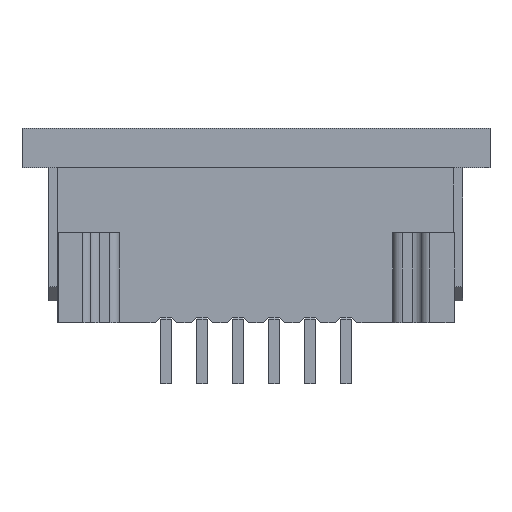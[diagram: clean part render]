
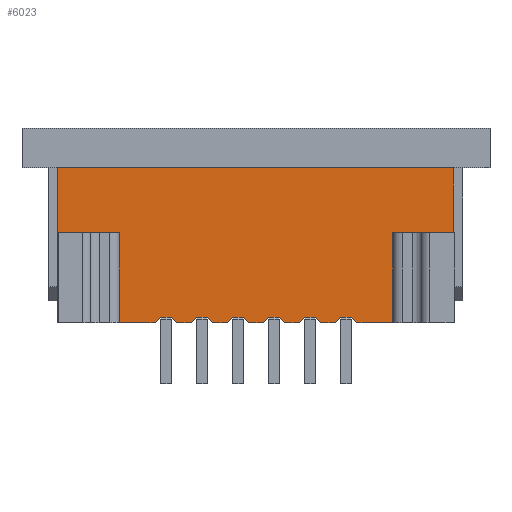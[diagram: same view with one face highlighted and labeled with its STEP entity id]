
A CAD part, front view. The second image highlights one B-rep face of the part: STEP entity #6023.
In plain terms, the highlighted planar face has unit normal (0, -1, 0).
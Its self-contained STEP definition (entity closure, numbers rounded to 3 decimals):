
#148=ORIENTED_EDGE('',*,*,#1934,.T.);
#149=ORIENTED_EDGE('',*,*,#1935,.T.);
#150=ORIENTED_EDGE('',*,*,#1936,.T.);
#151=ORIENTED_EDGE('',*,*,#1896,.F.);
#152=ORIENTED_EDGE('',*,*,#1937,.F.);
#153=ORIENTED_EDGE('',*,*,#1938,.T.);
#154=ORIENTED_EDGE('',*,*,#1939,.F.);
#155=ORIENTED_EDGE('',*,*,#1940,.T.);
#156=ORIENTED_EDGE('',*,*,#1941,.F.);
#157=ORIENTED_EDGE('',*,*,#1942,.T.);
#158=ORIENTED_EDGE('',*,*,#1943,.T.);
#159=ORIENTED_EDGE('',*,*,#1944,.F.);
#160=ORIENTED_EDGE('',*,*,#1945,.T.);
#161=ORIENTED_EDGE('',*,*,#1946,.T.);
#162=ORIENTED_EDGE('',*,*,#1947,.T.);
#163=ORIENTED_EDGE('',*,*,#1948,.F.);
#164=ORIENTED_EDGE('',*,*,#1949,.T.);
#165=ORIENTED_EDGE('',*,*,#1950,.T.);
#166=ORIENTED_EDGE('',*,*,#1951,.T.);
#167=ORIENTED_EDGE('',*,*,#1952,.F.);
#168=ORIENTED_EDGE('',*,*,#1953,.T.);
#169=ORIENTED_EDGE('',*,*,#1954,.T.);
#170=ORIENTED_EDGE('',*,*,#1955,.T.);
#171=ORIENTED_EDGE('',*,*,#1956,.F.);
#172=ORIENTED_EDGE('',*,*,#1957,.T.);
#173=ORIENTED_EDGE('',*,*,#1958,.T.);
#174=ORIENTED_EDGE('',*,*,#1959,.T.);
#175=ORIENTED_EDGE('',*,*,#1960,.F.);
#176=ORIENTED_EDGE('',*,*,#1961,.T.);
#177=ORIENTED_EDGE('',*,*,#1962,.T.);
#178=ORIENTED_EDGE('',*,*,#1963,.T.);
#179=ORIENTED_EDGE('',*,*,#1894,.F.);
#1894=EDGE_CURVE('',#2788,#2789,#3360,.T.);
#1896=EDGE_CURVE('',#2790,#2791,#3362,.T.);
#1934=EDGE_CURVE('',#2788,#2826,#3400,.T.);
#1935=EDGE_CURVE('',#2826,#2827,#3401,.T.);
#1936=EDGE_CURVE('',#2827,#2791,#3402,.T.);
#1937=EDGE_CURVE('',#2828,#2790,#3403,.T.);
#1938=EDGE_CURVE('',#2828,#2829,#3404,.T.);
#1939=EDGE_CURVE('',#2830,#2829,#3405,.T.);
#1940=EDGE_CURVE('',#2830,#2831,#3406,.T.);
#1941=EDGE_CURVE('',#2832,#2831,#3407,.T.);
#1942=EDGE_CURVE('',#2832,#2833,#3408,.T.);
#1943=EDGE_CURVE('',#2833,#2834,#3409,.T.);
#1944=EDGE_CURVE('',#2835,#2834,#3410,.T.);
#1945=EDGE_CURVE('',#2835,#2836,#3411,.T.);
#1946=EDGE_CURVE('',#2836,#2837,#3412,.T.);
#1947=EDGE_CURVE('',#2837,#2838,#3413,.T.);
#1948=EDGE_CURVE('',#2839,#2838,#3414,.T.);
#1949=EDGE_CURVE('',#2839,#2840,#3415,.T.);
#1950=EDGE_CURVE('',#2840,#2841,#3416,.T.);
#1951=EDGE_CURVE('',#2841,#2842,#3417,.T.);
#1952=EDGE_CURVE('',#2843,#2842,#3418,.T.);
#1953=EDGE_CURVE('',#2843,#2844,#3419,.T.);
#1954=EDGE_CURVE('',#2844,#2845,#3420,.T.);
#1955=EDGE_CURVE('',#2845,#2846,#3421,.T.);
#1956=EDGE_CURVE('',#2847,#2846,#3422,.T.);
#1957=EDGE_CURVE('',#2847,#2848,#3423,.T.);
#1958=EDGE_CURVE('',#2848,#2849,#3424,.T.);
#1959=EDGE_CURVE('',#2849,#2850,#3425,.T.);
#1960=EDGE_CURVE('',#2851,#2850,#3426,.T.);
#1961=EDGE_CURVE('',#2851,#2852,#3427,.T.);
#1962=EDGE_CURVE('',#2852,#2853,#3428,.T.);
#1963=EDGE_CURVE('',#2853,#2789,#3429,.T.);
#2788=VERTEX_POINT('',#8302);
#2789=VERTEX_POINT('',#8304);
#2790=VERTEX_POINT('',#8308);
#2791=VERTEX_POINT('',#8309);
#2826=VERTEX_POINT('',#8384);
#2827=VERTEX_POINT('',#8386);
#2828=VERTEX_POINT('',#8389);
#2829=VERTEX_POINT('',#8391);
#2830=VERTEX_POINT('',#8393);
#2831=VERTEX_POINT('',#8395);
#2832=VERTEX_POINT('',#8397);
#2833=VERTEX_POINT('',#8399);
#2834=VERTEX_POINT('',#8401);
#2835=VERTEX_POINT('',#8403);
#2836=VERTEX_POINT('',#8405);
#2837=VERTEX_POINT('',#8407);
#2838=VERTEX_POINT('',#8409);
#2839=VERTEX_POINT('',#8411);
#2840=VERTEX_POINT('',#8413);
#2841=VERTEX_POINT('',#8415);
#2842=VERTEX_POINT('',#8417);
#2843=VERTEX_POINT('',#8419);
#2844=VERTEX_POINT('',#8421);
#2845=VERTEX_POINT('',#8423);
#2846=VERTEX_POINT('',#8425);
#2847=VERTEX_POINT('',#8427);
#2848=VERTEX_POINT('',#8429);
#2849=VERTEX_POINT('',#8431);
#2850=VERTEX_POINT('',#8433);
#2851=VERTEX_POINT('',#8435);
#2852=VERTEX_POINT('',#8437);
#2853=VERTEX_POINT('',#8439);
#3360=LINE('',#8303,#4230);
#3362=LINE('',#8307,#4232);
#3400=LINE('',#8383,#4270);
#3401=LINE('',#8385,#4271);
#3402=LINE('',#8387,#4272);
#3403=LINE('',#8388,#4273);
#3404=LINE('',#8390,#4274);
#3405=LINE('',#8392,#4275);
#3406=LINE('',#8394,#4276);
#3407=LINE('',#8396,#4277);
#3408=LINE('',#8398,#4278);
#3409=LINE('',#8400,#4279);
#3410=LINE('',#8402,#4280);
#3411=LINE('',#8404,#4281);
#3412=LINE('',#8406,#4282);
#3413=LINE('',#8408,#4283);
#3414=LINE('',#8410,#4284);
#3415=LINE('',#8412,#4285);
#3416=LINE('',#8414,#4286);
#3417=LINE('',#8416,#4287);
#3418=LINE('',#8418,#4288);
#3419=LINE('',#8420,#4289);
#3420=LINE('',#8422,#4290);
#3421=LINE('',#8424,#4291);
#3422=LINE('',#8426,#4292);
#3423=LINE('',#8428,#4293);
#3424=LINE('',#8430,#4294);
#3425=LINE('',#8432,#4295);
#3426=LINE('',#8434,#4296);
#3427=LINE('',#8436,#4297);
#3428=LINE('',#8438,#4298);
#3429=LINE('',#8440,#4299);
#4230=VECTOR('',#6742,1000.);
#4232=VECTOR('',#6746,1000.);
#4270=VECTOR('',#6788,1000.);
#4271=VECTOR('',#6789,1000.);
#4272=VECTOR('',#6790,1000.);
#4273=VECTOR('',#6791,1000.);
#4274=VECTOR('',#6792,1000.);
#4275=VECTOR('',#6793,1000.);
#4276=VECTOR('',#6794,1000.);
#4277=VECTOR('',#6795,1000.);
#4278=VECTOR('',#6796,1000.);
#4279=VECTOR('',#6797,1000.);
#4280=VECTOR('',#6798,1000.);
#4281=VECTOR('',#6799,1000.);
#4282=VECTOR('',#6800,1000.);
#4283=VECTOR('',#6801,1000.);
#4284=VECTOR('',#6802,1000.);
#4285=VECTOR('',#6803,1000.);
#4286=VECTOR('',#6804,1000.);
#4287=VECTOR('',#6805,1000.);
#4288=VECTOR('',#6806,1000.);
#4289=VECTOR('',#6807,1000.);
#4290=VECTOR('',#6808,1000.);
#4291=VECTOR('',#6809,1000.);
#4292=VECTOR('',#6810,1000.);
#4293=VECTOR('',#6811,1000.);
#4294=VECTOR('',#6812,1000.);
#4295=VECTOR('',#6813,1000.);
#4296=VECTOR('',#6814,1000.);
#4297=VECTOR('',#6815,1000.);
#4298=VECTOR('',#6816,1000.);
#4299=VECTOR('',#6817,1000.);
#5101=EDGE_LOOP('',(#148,#149,#150,#151,#152,#153,#154,#155,#156,#157,#158,
#159,#160,#161,#162,#163,#164,#165,#166,#167,#168,#169,#170,#171,#172,#173,
#174,#175,#176,#177,#178,#179));
#5413=FACE_BOUND('',#5101,.T.);
#5725=PLANE('',#6395);
#6023=ADVANCED_FACE('',(#5413),#5725,.F.);
#6395=AXIS2_PLACEMENT_3D('',#8382,#6786,#6787);
#6742=DIRECTION('',(-1.,0.,0.));
#6746=DIRECTION('',(-1.,0.,0.));
#6786=DIRECTION('',(0.,1.,0.));
#6787=DIRECTION('',(0.,0.,1.));
#6788=DIRECTION('',(0.707,0.,0.707));
#6789=DIRECTION('',(1.,0.,0.));
#6790=DIRECTION('',(0.707,0.,-0.707));
#6791=DIRECTION('',(0.,0.,-1.));
#6792=DIRECTION('',(1.,0.,0.));
#6793=DIRECTION('',(0.,0.,-1.));
#6794=DIRECTION('',(-1.,0.,0.));
#6795=DIRECTION('',(0.,0.,1.));
#6796=DIRECTION('',(1.,0.,0.));
#6797=DIRECTION('',(0.,0.,-1.));
#6798=DIRECTION('',(-1.,0.,0.));
#6799=DIRECTION('',(0.707,0.,0.707));
#6800=DIRECTION('',(1.,0.,0.));
#6801=DIRECTION('',(0.707,0.,-0.707));
#6802=DIRECTION('',(-1.,0.,0.));
#6803=DIRECTION('',(0.707,0.,0.707));
#6804=DIRECTION('',(1.,0.,0.));
#6805=DIRECTION('',(0.707,0.,-0.707));
#6806=DIRECTION('',(-1.,0.,0.));
#6807=DIRECTION('',(0.707,0.,0.707));
#6808=DIRECTION('',(1.,0.,0.));
#6809=DIRECTION('',(0.707,0.,-0.707));
#6810=DIRECTION('',(-1.,0.,0.));
#6811=DIRECTION('',(0.707,0.,0.707));
#6812=DIRECTION('',(1.,0.,0.));
#6813=DIRECTION('',(0.707,0.,-0.707));
#6814=DIRECTION('',(-1.,0.,0.));
#6815=DIRECTION('',(0.707,0.,0.707));
#6816=DIRECTION('',(1.,0.,0.));
#6817=DIRECTION('',(0.707,0.,-0.707));
#8302=CARTESIAN_POINT('',(2.198,-1.5,-2.7));
#8303=CARTESIAN_POINT('',(5.5,-1.5,-2.7));
#8304=CARTESIAN_POINT('',(1.802,-1.5,-2.7));
#8307=CARTESIAN_POINT('',(5.5,-1.5,-2.7));
#8308=CARTESIAN_POINT('',(3.8,-1.5,-2.7));
#8309=CARTESIAN_POINT('',(2.802,-1.5,-2.7));
#8382=CARTESIAN_POINT('',(0.,-1.5,0.));
#8383=CARTESIAN_POINT('',(2.198,-1.5,-2.7));
#8384=CARTESIAN_POINT('',(2.35,-1.5,-2.548));
#8385=CARTESIAN_POINT('',(2.35,-1.5,-2.548));
#8386=CARTESIAN_POINT('',(2.65,-1.5,-2.548));
#8387=CARTESIAN_POINT('',(2.65,-1.5,-2.548));
#8388=CARTESIAN_POINT('',(3.8,-1.5,-0.2));
#8389=CARTESIAN_POINT('',(3.8,-1.5,-0.2));
#8390=CARTESIAN_POINT('',(3.8,-1.5,-0.2));
#8391=CARTESIAN_POINT('',(5.5,-1.5,-0.2));
#8392=CARTESIAN_POINT('',(5.5,-1.5,2.7));
#8393=CARTESIAN_POINT('',(5.5,-1.5,1.6));
#8394=CARTESIAN_POINT('',(5.5,-1.5,1.6));
#8395=CARTESIAN_POINT('',(-5.5,-1.5,1.6));
#8396=CARTESIAN_POINT('',(-5.5,-1.5,-2.7));
#8397=CARTESIAN_POINT('',(-5.5,-1.5,-0.2));
#8398=CARTESIAN_POINT('',(-5.5,-1.5,-0.2));
#8399=CARTESIAN_POINT('',(-3.8,-1.5,-0.2));
#8400=CARTESIAN_POINT('',(-3.8,-1.5,-0.2));
#8401=CARTESIAN_POINT('',(-3.8,-1.5,-2.7));
#8402=CARTESIAN_POINT('',(5.5,-1.5,-2.7));
#8403=CARTESIAN_POINT('',(-2.802,-1.5,-2.7));
#8404=CARTESIAN_POINT('',(-2.802,-1.5,-2.7));
#8405=CARTESIAN_POINT('',(-2.65,-1.5,-2.548));
#8406=CARTESIAN_POINT('',(-2.65,-1.5,-2.548));
#8407=CARTESIAN_POINT('',(-2.35,-1.5,-2.548));
#8408=CARTESIAN_POINT('',(-2.35,-1.5,-2.548));
#8409=CARTESIAN_POINT('',(-2.198,-1.5,-2.7));
#8410=CARTESIAN_POINT('',(5.5,-1.5,-2.7));
#8411=CARTESIAN_POINT('',(-1.802,-1.5,-2.7));
#8412=CARTESIAN_POINT('',(-1.802,-1.5,-2.7));
#8413=CARTESIAN_POINT('',(-1.65,-1.5,-2.548));
#8414=CARTESIAN_POINT('',(-1.65,-1.5,-2.548));
#8415=CARTESIAN_POINT('',(-1.35,-1.5,-2.548));
#8416=CARTESIAN_POINT('',(-1.35,-1.5,-2.548));
#8417=CARTESIAN_POINT('',(-1.198,-1.5,-2.7));
#8418=CARTESIAN_POINT('',(5.5,-1.5,-2.7));
#8419=CARTESIAN_POINT('',(-0.802,-1.5,-2.7));
#8420=CARTESIAN_POINT('',(-0.802,-1.5,-2.7));
#8421=CARTESIAN_POINT('',(-0.65,-1.5,-2.548));
#8422=CARTESIAN_POINT('',(-0.65,-1.5,-2.548));
#8423=CARTESIAN_POINT('',(-0.35,-1.5,-2.548));
#8424=CARTESIAN_POINT('',(-0.35,-1.5,-2.548));
#8425=CARTESIAN_POINT('',(-0.198,-1.5,-2.7));
#8426=CARTESIAN_POINT('',(5.5,-1.5,-2.7));
#8427=CARTESIAN_POINT('',(0.198,-1.5,-2.7));
#8428=CARTESIAN_POINT('',(0.198,-1.5,-2.7));
#8429=CARTESIAN_POINT('',(0.35,-1.5,-2.548));
#8430=CARTESIAN_POINT('',(0.35,-1.5,-2.548));
#8431=CARTESIAN_POINT('',(0.65,-1.5,-2.548));
#8432=CARTESIAN_POINT('',(0.65,-1.5,-2.548));
#8433=CARTESIAN_POINT('',(0.802,-1.5,-2.7));
#8434=CARTESIAN_POINT('',(5.5,-1.5,-2.7));
#8435=CARTESIAN_POINT('',(1.198,-1.5,-2.7));
#8436=CARTESIAN_POINT('',(1.198,-1.5,-2.7));
#8437=CARTESIAN_POINT('',(1.35,-1.5,-2.548));
#8438=CARTESIAN_POINT('',(1.35,-1.5,-2.548));
#8439=CARTESIAN_POINT('',(1.65,-1.5,-2.548));
#8440=CARTESIAN_POINT('',(1.65,-1.5,-2.548));
